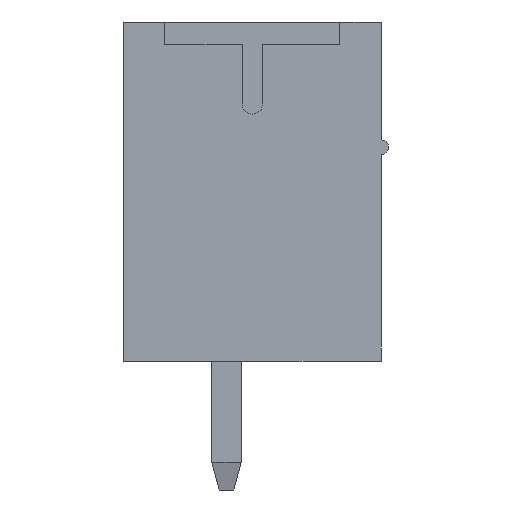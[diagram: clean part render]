
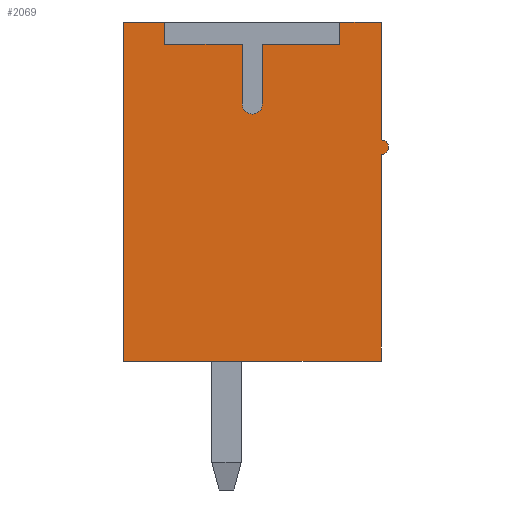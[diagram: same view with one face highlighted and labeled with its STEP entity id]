
A CAD part, left-side view. The second image highlights one B-rep face of the part: STEP entity #2069.
In plain terms, the highlighted planar face has unit normal (-1, 0, 0).
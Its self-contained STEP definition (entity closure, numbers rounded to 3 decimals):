
#2069 = ADVANCED_FACE( '', ( #4674 ), #4675, .F. );
#4674 = FACE_OUTER_BOUND( '', #7884, .T. );
#4675 = PLANE( '', #7885 );
#7884 = EDGE_LOOP( '', ( #13638, #13639, #13640, #13641, #13642, #13643, #13644, #13645, #13646, #13647, #13648, #13649, #13650, #13651 ) );
#7885 = AXIS2_PLACEMENT_3D( '', #13652, #13653, #13654 );
#13638 = ORIENTED_EDGE( '', *, *, #21897, .T. );
#13639 = ORIENTED_EDGE( '', *, *, #19849, .T. );
#13640 = ORIENTED_EDGE( '', *, *, #21898, .T. );
#13641 = ORIENTED_EDGE( '', *, *, #21899, .T. );
#13642 = ORIENTED_EDGE( '', *, *, #20794, .T. );
#13643 = ORIENTED_EDGE( '', *, *, #21472, .T. );
#13644 = ORIENTED_EDGE( '', *, *, #21900, .T. );
#13645 = ORIENTED_EDGE( '', *, *, #21901, .T. );
#13646 = ORIENTED_EDGE( '', *, *, #21902, .T. );
#13647 = ORIENTED_EDGE( '', *, *, #19857, .T. );
#13648 = ORIENTED_EDGE( '', *, *, #21903, .T. );
#13649 = ORIENTED_EDGE( '', *, *, #21904, .T. );
#13650 = ORIENTED_EDGE( '', *, *, #21905, .T. );
#13651 = ORIENTED_EDGE( '', *, *, #21906, .T. );
#13652 = CARTESIAN_POINT( '', ( -44.26, 0., 2.375 ) );
#13653 = DIRECTION( '', ( 1., 0., 0. ) );
#13654 = DIRECTION( '', ( 0., 0., -1. ) );
#19849 = EDGE_CURVE( '', #23865, #23862, #23866, .T. );
#19857 = EDGE_CURVE( '', #23881, #23879, #23882, .T. );
#20794 = EDGE_CURVE( '', #25576, #25574, #25577, .T. );
#21472 = EDGE_CURVE( '', #25574, #26641, #26643, .T. );
#21897 = EDGE_CURVE( '', #27273, #23865, #27274, .T. );
#21898 = EDGE_CURVE( '', #23862, #27275, #27276, .T. );
#21899 = EDGE_CURVE( '', #27275, #25576, #27277, .T. );
#21900 = EDGE_CURVE( '', #26641, #27278, #27279, .T. );
#21901 = EDGE_CURVE( '', #27278, #27280, #27281, .T. );
#21902 = EDGE_CURVE( '', #27280, #23881, #27282, .T. );
#21903 = EDGE_CURVE( '', #23879, #27283, #27284, .T. );
#21904 = EDGE_CURVE( '', #27283, #27285, #27286, .T. );
#21905 = EDGE_CURVE( '', #27285, #27287, #27288, .T. );
#21906 = EDGE_CURVE( '', #27287, #27273, #27289, .F. );
#23862 = VERTEX_POINT( '', #29796 );
#23865 = VERTEX_POINT( '', #29800 );
#23866 = LINE( '', #29801, #29802 );
#23879 = VERTEX_POINT( '', #29821 );
#23881 = VERTEX_POINT( '', #29824 );
#23882 = LINE( '', #29825, #29826 );
#25574 = VERTEX_POINT( '', #32288 );
#25576 = VERTEX_POINT( '', #32291 );
#25577 = LINE( '', #32292, #32293 );
#26641 = VERTEX_POINT( '', #33851 );
#26643 = CIRCLE( '', #33854, 0.275 );
#27273 = VERTEX_POINT( '', #34780 );
#27274 = LINE( '', #34781, #34782 );
#27275 = VERTEX_POINT( '', #34783 );
#27276 = LINE( '', #34784, #34785 );
#27277 = LINE( '', #34786, #34787 );
#27278 = VERTEX_POINT( '', #34788 );
#27279 = LINE( '', #34789, #34790 );
#27280 = VERTEX_POINT( '', #34791 );
#27281 = LINE( '', #34792, #34793 );
#27282 = LINE( '', #34794, #34795 );
#27283 = VERTEX_POINT( '', #34796 );
#27284 = LINE( '', #34797, #34798 );
#27285 = VERTEX_POINT( '', #34799 );
#27286 = LINE( '', #34800, #34801 );
#27287 = VERTEX_POINT( '', #34802 );
#27288 = LINE( '', #34803, #34804 );
#27289 = CIRCLE( '', #34805, 0.2 );
#29796 = CARTESIAN_POINT( '', ( -44.26, -2.375, 4.6 ) );
#29800 = CARTESIAN_POINT( '', ( -44.26, -3.5, 4.6 ) );
#29801 = CARTESIAN_POINT( '', ( -44.26, -3.871, 4.6 ) );
#29802 = VECTOR( '', #38105, 1000. );
#29821 = CARTESIAN_POINT( '', ( -44.26, 3.5, 4.6 ) );
#29824 = CARTESIAN_POINT( '', ( -44.26, 2.375, 4.6 ) );
#29825 = CARTESIAN_POINT( '', ( -44.26, 2.375, 4.6 ) );
#29826 = VECTOR( '', #38113, 1000. );
#32288 = CARTESIAN_POINT( '', ( -44.26, -0.275, 2.375 ) );
#32291 = CARTESIAN_POINT( '', ( -44.26, -0.275, 4. ) );
#32292 = CARTESIAN_POINT( '', ( -44.26, -0.275, 4. ) );
#32293 = VECTOR( '', #39050, 1000. );
#33851 = CARTESIAN_POINT( '', ( -44.26, 0.275, 2.375 ) );
#33854 = AXIS2_PLACEMENT_3D( '', #39636, #39637, #39638 );
#34780 = CARTESIAN_POINT( '', ( -44.26, -3.5, 1.4 ) );
#34781 = CARTESIAN_POINT( '', ( -44.26, -3.5, 1.4 ) );
#34782 = VECTOR( '', #39995, 1000. );
#34783 = CARTESIAN_POINT( '', ( -44.26, -2.375, 4. ) );
#34784 = CARTESIAN_POINT( '', ( -44.26, -2.375, 4.6 ) );
#34785 = VECTOR( '', #39996, 1000. );
#34786 = CARTESIAN_POINT( '', ( -44.26, -2.375, 4. ) );
#34787 = VECTOR( '', #39997, 1000. );
#34788 = CARTESIAN_POINT( '', ( -44.26, 0.275, 4. ) );
#34789 = CARTESIAN_POINT( '', ( -44.26, 0.275, 2.375 ) );
#34790 = VECTOR( '', #39998, 1000. );
#34791 = CARTESIAN_POINT( '', ( -44.26, 2.375, 4. ) );
#34792 = CARTESIAN_POINT( '', ( -44.26, 0.275, 4. ) );
#34793 = VECTOR( '', #39999, 1000. );
#34794 = CARTESIAN_POINT( '', ( -44.26, 2.375, 4. ) );
#34795 = VECTOR( '', #40000, 1000. );
#34796 = CARTESIAN_POINT( '', ( -44.26, 3.5, -4.6 ) );
#34797 = CARTESIAN_POINT( '', ( -44.26, 3.5, 4.6 ) );
#34798 = VECTOR( '', #40001, 1000. );
#34799 = CARTESIAN_POINT( '', ( -44.26, -3.5, -4.6 ) );
#34800 = CARTESIAN_POINT( '', ( -44.26, 3.5, -4.6 ) );
#34801 = VECTOR( '', #40002, 1000. );
#34802 = CARTESIAN_POINT( '', ( -44.26, -3.5, 1. ) );
#34803 = CARTESIAN_POINT( '', ( -44.26, -3.5, -4.6 ) );
#34804 = VECTOR( '', #40003, 1000. );
#34805 = AXIS2_PLACEMENT_3D( '', #40004, #40005, #40006 );
#38105 = DIRECTION( '', ( 0., 1., 0. ) );
#38113 = DIRECTION( '', ( 0., 1., 0. ) );
#39050 = DIRECTION( '', ( 0., 0., -1. ) );
#39636 = CARTESIAN_POINT( '', ( -44.26, 0., 2.375 ) );
#39637 = DIRECTION( '', ( 1., 0., 0. ) );
#39638 = DIRECTION( '', ( 0., -1., 0. ) );
#39995 = DIRECTION( '', ( 0., 0., 1. ) );
#39996 = DIRECTION( '', ( 0., 0., -1. ) );
#39997 = DIRECTION( '', ( 0., 1., 0. ) );
#39998 = DIRECTION( '', ( 0., 0., 1. ) );
#39999 = DIRECTION( '', ( 0., 1., 0. ) );
#40000 = DIRECTION( '', ( 0., 0., 1. ) );
#40001 = DIRECTION( '', ( 0., 0., -1. ) );
#40002 = DIRECTION( '', ( 0., -1., 0. ) );
#40003 = DIRECTION( '', ( 0., 0., 1. ) );
#40004 = CARTESIAN_POINT( '', ( -44.26, -3.5, 1.2 ) );
#40005 = DIRECTION( '', ( 1., 0., 0. ) );
#40006 = DIRECTION( '', ( 0., 0., -1. ) );
